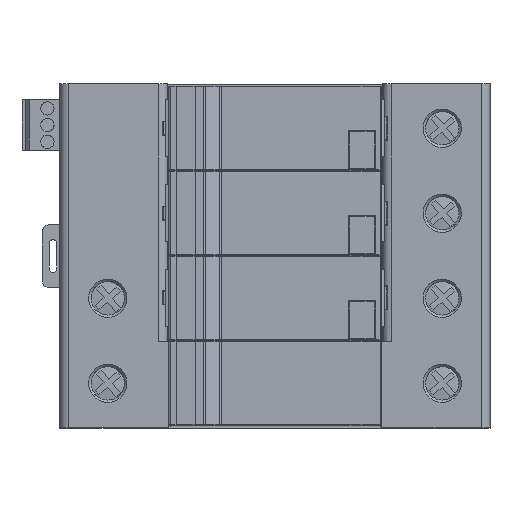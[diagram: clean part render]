
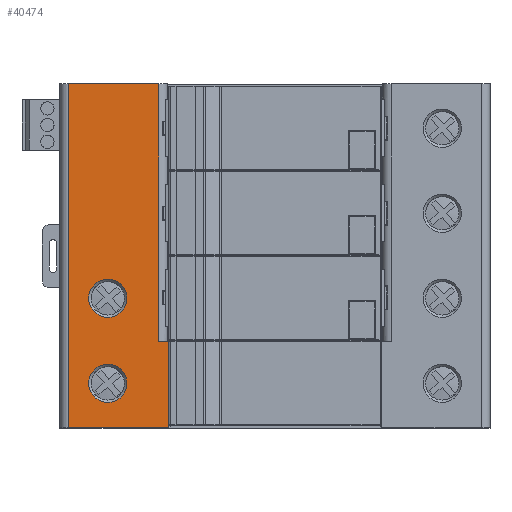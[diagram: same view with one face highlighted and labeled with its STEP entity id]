
A CAD part, top view. The second image highlights one B-rep face of the part: STEP entity #40474.
In plain terms, the highlighted planar face has unit normal (0, 0, 1).
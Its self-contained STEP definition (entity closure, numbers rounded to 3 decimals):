
#1918 = CARTESIAN_POINT ( 'NONE',  ( -56.19, -4.875, 45.496 ) ) ;
#2006 = CARTESIAN_POINT ( 'NONE',  ( -37.29, -32.45, 45.496 ) ) ;
#2634 = ORIENTED_EDGE ( 'NONE', *, *, #7987, .F. ) ;
#2638 = AXIS2_PLACEMENT_3D ( 'NONE', #15554, #33154, #40249 ) ;
#3164 = CARTESIAN_POINT ( 'NONE',  ( -35.19, -40.15, 45.496 ) ) ;
#3546 = VERTEX_POINT ( 'NONE', #25056 ) ;
#3633 = EDGE_CURVE ( 'NONE', #21229, #21229, #10422, .T. ) ;
#3682 = CARTESIAN_POINT ( 'NONE',  ( -37.29, -22.65, 45.496 ) ) ;
#3750 = LINE ( 'NONE', #19518, #24103 ) ;
#3936 = VECTOR ( 'NONE', #18128, 1000. ) ;
#4313 = AXIS2_PLACEMENT_3D ( 'NONE', #19539, #13350, #16155 ) ;
#5164 = DIRECTION ( 'NONE',  ( 0., -1., 0. ) ) ;
#5380 = CARTESIAN_POINT ( 'NONE',  ( -35.19, -40.7, 45.496 ) ) ;
#5834 = EDGE_CURVE ( 'NONE', #29032, #41132, #18742, .T. ) ;
#6062 = DIRECTION ( 'NONE',  ( 0., -1., 0. ) ) ;
#6423 = VECTOR ( 'NONE', #5164, 1000. ) ;
#7070 = EDGE_CURVE ( 'NONE', #29830, #40981, #38905, .T. ) ;
#7987 = EDGE_CURVE ( 'NONE', #25105, #29830, #3750, .T. ) ;
#8204 = EDGE_LOOP ( 'NONE', ( #37466 ) ) ;
#8871 = PLANE ( 'NONE',  #24228 ) ;
#9921 = DIRECTION ( 'NONE',  ( 0., -1., 0. ) ) ;
#10274 = DIRECTION ( 'NONE',  ( -1., 0., 0. ) ) ;
#10422 = CIRCLE ( 'NONE', #4313, 4. ) ;
#10515 = LINE ( 'NONE', #19502, #20364 ) ;
#10698 = EDGE_CURVE ( 'NONE', #40981, #29032, #10515, .T. ) ;
#10927 = EDGE_CURVE ( 'NONE', #25105, #3546, #19859, .T. ) ;
#13350 = DIRECTION ( 'NONE',  ( 0., 0., 1. ) ) ;
#14489 = CARTESIAN_POINT ( 'NONE',  ( 10.457, 31.3, 45.496 ) ) ;
#15554 = CARTESIAN_POINT ( 'NONE',  ( -47.99, -13.6, 45.496 ) ) ;
#16155 = DIRECTION ( 'NONE',  ( 1., 0., 0. ) ) ;
#17975 = LINE ( 'NONE', #2006, #6423 ) ;
#18081 = CARTESIAN_POINT ( 'NONE',  ( -43.99, -31.4, 45.496 ) ) ;
#18128 = DIRECTION ( 'NONE',  ( 1., 0., 0. ) ) ;
#18636 = EDGE_LOOP ( 'NONE', ( #35401 ) ) ;
#18742 = LINE ( 'NONE', #1918, #34845 ) ;
#19502 = CARTESIAN_POINT ( 'NONE',  ( -47.756, -40.7, 45.496 ) ) ;
#19518 = CARTESIAN_POINT ( 'NONE',  ( -35.19, 36.719, 45.496 ) ) ;
#19539 = CARTESIAN_POINT ( 'NONE',  ( -47.99, -31.4, 45.496 ) ) ;
#19859 = LINE ( 'NONE', #3682, #21065 ) ;
#20180 = CARTESIAN_POINT ( 'NONE',  ( -56.19, 31.3, 45.496 ) ) ;
#20364 = VECTOR ( 'NONE', #26483, 1000. ) ;
#21065 = VECTOR ( 'NONE', #10274, 1000. ) ;
#21229 = VERTEX_POINT ( 'NONE', #18081 ) ;
#21582 = CARTESIAN_POINT ( 'NONE',  ( -35.19, 36.719, 45.496 ) ) ;
#21695 = ORIENTED_EDGE ( 'NONE', *, *, #10698, .F. ) ;
#22243 = FACE_OUTER_BOUND ( 'NONE', #23759, .T. ) ;
#23035 = ORIENTED_EDGE ( 'NONE', *, *, #24597, .F. ) ;
#23759 = EDGE_LOOP ( 'NONE', ( #23035, #33801, #21695, #41445, #2634, #29173, #40860 ) ) ;
#24103 = VECTOR ( 'NONE', #9921, 1000. ) ;
#24228 = AXIS2_PLACEMENT_3D ( 'NONE', #35691, #38741, #25859 ) ;
#24597 = EDGE_CURVE ( 'NONE', #41132, #38164, #34281, .T. ) ;
#25056 = CARTESIAN_POINT ( 'NONE',  ( -37.29, -22.65, 45.496 ) ) ;
#25105 = VERTEX_POINT ( 'NONE', #32502 ) ;
#25439 = FACE_BOUND ( 'NONE', #18636, .T. ) ;
#25654 = FACE_BOUND ( 'NONE', #8204, .T. ) ;
#25694 = CARTESIAN_POINT ( 'NONE',  ( -56.19, -40.7, 45.496 ) ) ;
#25859 = DIRECTION ( 'NONE',  ( 0., 1., 0. ) ) ;
#26483 = DIRECTION ( 'NONE',  ( -1., 0., 0. ) ) ;
#27602 = VERTEX_POINT ( 'NONE', #37464 ) ;
#28226 = VECTOR ( 'NONE', #6062, 1000. ) ;
#29032 = VERTEX_POINT ( 'NONE', #25694 ) ;
#29173 = ORIENTED_EDGE ( 'NONE', *, *, #10927, .T. ) ;
#29830 = VERTEX_POINT ( 'NONE', #3164 ) ;
#31775 = EDGE_CURVE ( 'NONE', #38164, #3546, #17975, .T. ) ;
#32502 = CARTESIAN_POINT ( 'NONE',  ( -35.19, -22.65, 45.496 ) ) ;
#33154 = DIRECTION ( 'NONE',  ( 0., 0., 1. ) ) ;
#33801 = ORIENTED_EDGE ( 'NONE', *, *, #5834, .F. ) ;
#34281 = LINE ( 'NONE', #14489, #3936 ) ;
#34845 = VECTOR ( 'NONE', #41599, 1000. ) ;
#35401 = ORIENTED_EDGE ( 'NONE', *, *, #3633, .F. ) ;
#35691 = CARTESIAN_POINT ( 'NONE',  ( -52.56, 30.725, 45.496 ) ) ;
#37052 = CARTESIAN_POINT ( 'NONE',  ( -37.29, 31.3, 45.496 ) ) ;
#37464 = CARTESIAN_POINT ( 'NONE',  ( -43.99, -13.6, 45.496 ) ) ;
#37466 = ORIENTED_EDGE ( 'NONE', *, *, #40232, .F. ) ;
#38164 = VERTEX_POINT ( 'NONE', #37052 ) ;
#38695 = CIRCLE ( 'NONE', #2638, 4. ) ;
#38741 = DIRECTION ( 'NONE',  ( 0., 0., -1. ) ) ;
#38905 = LINE ( 'NONE', #21582, #28226 ) ;
#40232 = EDGE_CURVE ( 'NONE', #27602, #27602, #38695, .T. ) ;
#40249 = DIRECTION ( 'NONE',  ( 1., 0., 0. ) ) ;
#40474 = ADVANCED_FACE ( 'NONE', ( #22243, #25654, #25439 ), #8871, .F. ) ;
#40860 = ORIENTED_EDGE ( 'NONE', *, *, #31775, .F. ) ;
#40981 = VERTEX_POINT ( 'NONE', #5380 ) ;
#41132 = VERTEX_POINT ( 'NONE', #20180 ) ;
#41445 = ORIENTED_EDGE ( 'NONE', *, *, #7070, .F. ) ;
#41599 = DIRECTION ( 'NONE',  ( 0., 1., 0. ) ) ;
